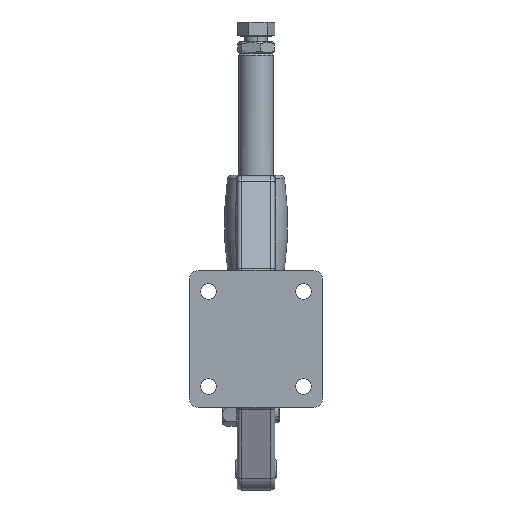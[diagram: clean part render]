
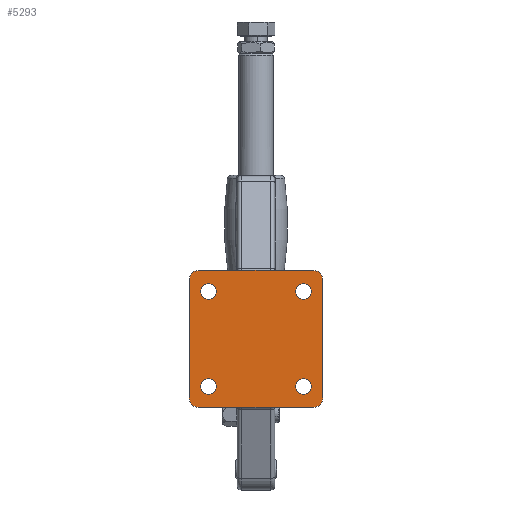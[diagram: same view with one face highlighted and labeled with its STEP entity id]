
A CAD part, front view. The second image highlights one B-rep face of the part: STEP entity #5293.
In plain terms, the highlighted planar face has unit normal (0, -1, 0).
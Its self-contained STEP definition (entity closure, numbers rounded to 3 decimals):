
#663 = EDGE_LOOP ( 'NONE', ( #3346, #3347 ) ) ;
#684 = EDGE_LOOP ( 'NONE', ( #3348, #3349, #3350, #3351, #3352, #3353, #3354, #3355 ) ) ;
#688 = EDGE_LOOP ( 'NONE', ( #3340, #3341 ) ) ;
#718 = EDGE_LOOP ( 'NONE', ( #3344, #3345 ) ) ;
#719 = EDGE_LOOP ( 'NONE', ( #3342, #3343 ) ) ;
#803 = VERTEX_POINT ( 'NONE', #21950 ) ;
#804 = VERTEX_POINT ( 'NONE', #21951 ) ;
#845 = VERTEX_POINT ( 'NONE', #21992 ) ;
#896 = VERTEX_POINT ( 'NONE', #22043 ) ;
#900 = VERTEX_POINT ( 'NONE', #22047 ) ;
#928 = VERTEX_POINT ( 'NONE', #22075 ) ;
#1018 = VERTEX_POINT ( 'NONE', #22165 ) ;
#1089 = VERTEX_POINT ( 'NONE', #22236 ) ;
#1104 = VERTEX_POINT ( 'NONE', #22251 ) ;
#1106 = VERTEX_POINT ( 'NONE', #22253 ) ;
#1107 = VERTEX_POINT ( 'NONE', #22254 ) ;
#1108 = VERTEX_POINT ( 'NONE', #22255 ) ;
#1109 = VERTEX_POINT ( 'NONE', #22256 ) ;
#1160 = VERTEX_POINT ( 'NONE', #22307 ) ;
#1746 = VERTEX_POINT ( 'NONE', #12561 ) ;
#1748 = VERTEX_POINT ( 'NONE', #12563 ) ;
#3340 = ORIENTED_EDGE ( 'NONE', *, *, #28976, .F. ) ;
#3341 = ORIENTED_EDGE ( 'NONE', *, *, #6528, .F. ) ;
#3342 = ORIENTED_EDGE ( 'NONE', *, *, #28975, .F. ) ;
#3343 = ORIENTED_EDGE ( 'NONE', *, *, #6730, .F. ) ;
#3344 = ORIENTED_EDGE ( 'NONE', *, *, #28923, .F. ) ;
#3345 = ORIENTED_EDGE ( 'NONE', *, *, #6502, .F. ) ;
#3346 = ORIENTED_EDGE ( 'NONE', *, *, #28972, .F. ) ;
#3347 = ORIENTED_EDGE ( 'NONE', *, *, #6638, .F. ) ;
#3348 = ORIENTED_EDGE ( 'NONE', *, *, #28915, .T. ) ;
#3349 = ORIENTED_EDGE ( 'NONE', *, *, #28916, .T. ) ;
#3350 = ORIENTED_EDGE ( 'NONE', *, *, #29023, .F. ) ;
#3351 = ORIENTED_EDGE ( 'NONE', *, *, #28922, .T. ) ;
#3352 = ORIENTED_EDGE ( 'NONE', *, *, #28917, .F. ) ;
#3353 = ORIENTED_EDGE ( 'NONE', *, *, #29013, .T. ) ;
#3354 = ORIENTED_EDGE ( 'NONE', *, *, #28967, .T. ) ;
#3355 = ORIENTED_EDGE ( 'NONE', *, *, #28921, .T. ) ;
#5293 = ADVANCED_FACE ( 'NONE', ( #9587, #9596, #9592, #9590, #9594 ), #13740, .T. ) ;
#6502 = EDGE_CURVE ( 'NONE', #900, #896, #24986, .T. ) ;
#6528 = EDGE_CURVE ( 'NONE', #803, #1089, #25018, .T. ) ;
#6638 = EDGE_CURVE ( 'NONE', #928, #804, #25149, .T. ) ;
#6730 = EDGE_CURVE ( 'NONE', #1748, #1018, #25286, .T. ) ;
#7265 = AXIS2_PLACEMENT_3D ( 'NONE', #13742, #13738, #13744 ) ;
#9587 = FACE_BOUND ( 'NONE', #688, .T. ) ;
#9590 = FACE_BOUND ( 'NONE', #663, .T. ) ;
#9592 = FACE_BOUND ( 'NONE', #718, .T. ) ;
#9594 = FACE_OUTER_BOUND ( 'NONE', #684, .T. ) ;
#9596 = FACE_BOUND ( 'NONE', #719, .T. ) ;
#12561 = CARTESIAN_POINT ( 'NONE',  ( -35.7, -44.4, -55.8 ) ) ;
#12563 = CARTESIAN_POINT ( 'NONE',  ( -25.4, -44.4, -108.65 ) ) ;
#13738 = DIRECTION ( 'NONE',  ( 0., -1., 0. ) ) ;
#13740 = PLANE ( 'NONE',  #7265 ) ;
#13742 = CARTESIAN_POINT ( 'NONE',  ( 0., -44.4, -168.2 ) ) ;
#13744 = DIRECTION ( 'NONE',  ( 0., 0., -1. ) ) ;
#20364 = AXIS2_PLACEMENT_3D ( 'NONE', #26102, #26103, #26104 ) ;
#20381 = AXIS2_PLACEMENT_3D ( 'NONE', #26185, #26186, #26187 ) ;
#20432 = AXIS2_PLACEMENT_3D ( 'NONE', #26695, #26696, #26697 ) ;
#21950 = CARTESIAN_POINT ( 'NONE',  ( 25.4, -44.4, -108.65 ) ) ;
#21951 = CARTESIAN_POINT ( 'NONE',  ( -25.4, -44.4, -66.15 ) ) ;
#21992 = CARTESIAN_POINT ( 'NONE',  ( 35.7, -44.4, -119. ) ) ;
#22043 = CARTESIAN_POINT ( 'NONE',  ( 25.4, -44.4, -66.15 ) ) ;
#22047 = CARTESIAN_POINT ( 'NONE',  ( 25.4, -44.4, -57.85 ) ) ;
#22075 = CARTESIAN_POINT ( 'NONE',  ( -25.4, -44.4, -57.85 ) ) ;
#22165 = CARTESIAN_POINT ( 'NONE',  ( -25.4, -44.4, -116.95 ) ) ;
#22236 = CARTESIAN_POINT ( 'NONE',  ( 25.4, -44.4, -116.95 ) ) ;
#22251 = CARTESIAN_POINT ( 'NONE',  ( -30.7, -44.4, -124. ) ) ;
#22253 = CARTESIAN_POINT ( 'NONE',  ( -35.7, -44.4, -119. ) ) ;
#22254 = CARTESIAN_POINT ( 'NONE',  ( 35.7, -44.4, -55.8 ) ) ;
#22255 = CARTESIAN_POINT ( 'NONE',  ( 30.7, -44.4, -50.8 ) ) ;
#22256 = CARTESIAN_POINT ( 'NONE',  ( -30.7, -44.4, -50.8 ) ) ;
#22307 = CARTESIAN_POINT ( 'NONE',  ( 30.7, -44.4, -124. ) ) ;
#24986 = CIRCLE ( 'NONE', #20364, 4.15 ) ;
#25018 = CIRCLE ( 'NONE', #20381, 4.15 ) ;
#25149 = CIRCLE ( 'NONE', #20432, 4.15 ) ;
#25286 = CIRCLE ( 'NONE', #28086, 4.15 ) ;
#26102 = CARTESIAN_POINT ( 'NONE',  ( 25.4, -44.4, -62. ) ) ;
#26103 = DIRECTION ( 'NONE',  ( 0., -1., 0. ) ) ;
#26104 = DIRECTION ( 'NONE',  ( 0., 0., -1. ) ) ;
#26185 = CARTESIAN_POINT ( 'NONE',  ( 25.4, -44.4, -112.8 ) ) ;
#26186 = DIRECTION ( 'NONE',  ( 0., -1., 0. ) ) ;
#26187 = DIRECTION ( 'NONE',  ( 0., 0., -1. ) ) ;
#26695 = CARTESIAN_POINT ( 'NONE',  ( -25.4, -44.4, -62. ) ) ;
#26696 = DIRECTION ( 'NONE',  ( 0., -1., 0. ) ) ;
#26697 = DIRECTION ( 'NONE',  ( 0., 0., -1. ) ) ;
#27211 = CARTESIAN_POINT ( 'NONE',  ( -25.4, -44.4, -112.8 ) ) ;
#27212 = DIRECTION ( 'NONE',  ( 0., -1., 0. ) ) ;
#27213 = DIRECTION ( 'NONE',  ( 0., 0., -1. ) ) ;
#28086 = AXIS2_PLACEMENT_3D ( 'NONE', #27211, #27212, #27213 ) ;
#28247 = AXIS2_PLACEMENT_3D ( 'NONE', #32129, #32130, #32131 ) ;
#28249 = AXIS2_PLACEMENT_3D ( 'NONE', #32138, #32139, #32140 ) ;
#28250 = AXIS2_PLACEMENT_3D ( 'NONE', #32142, #32143, #32144 ) ;
#28251 = AXIS2_PLACEMENT_3D ( 'NONE', #32146, #32147, #32148 ) ;
#28271 = AXIS2_PLACEMENT_3D ( 'NONE', #32289, #32290, #32291 ) ;
#28272 = AXIS2_PLACEMENT_3D ( 'NONE', #32294, #32295, #32296 ) ;
#28273 = AXIS2_PLACEMENT_3D ( 'NONE', #32299, #32300, #32301 ) ;
#28281 = AXIS2_PLACEMENT_3D ( 'NONE', #32405, #32406, #32407 ) ;
#28915 = EDGE_CURVE ( 'NONE', #1108, #1109, #30512, .T. ) ;
#28916 = EDGE_CURVE ( 'NONE', #1109, #1746, #30510, .T. ) ;
#28917 = EDGE_CURVE ( 'NONE', #1160, #1104, #30514, .T. ) ;
#28921 = EDGE_CURVE ( 'NONE', #1107, #1108, #30521, .T. ) ;
#28922 = EDGE_CURVE ( 'NONE', #1106, #1104, #30522, .T. ) ;
#28923 = EDGE_CURVE ( 'NONE', #896, #900, #30523, .T. ) ;
#28967 = EDGE_CURVE ( 'NONE', #845, #1107, #30586, .T. ) ;
#28972 = EDGE_CURVE ( 'NONE', #804, #928, #30595, .T. ) ;
#28975 = EDGE_CURVE ( 'NONE', #1018, #1748, #30598, .T. ) ;
#28976 = EDGE_CURVE ( 'NONE', #1089, #803, #30600, .T. ) ;
#29013 = EDGE_CURVE ( 'NONE', #1160, #845, #30654, .T. ) ;
#29023 = EDGE_CURVE ( 'NONE', #1106, #1746, #30668, .T. ) ;
#30510 = CIRCLE ( 'NONE', #28247, 5. ) ;
#30512 = LINE ( 'NONE', #32125, #30513 ) ;
#30513 = VECTOR ( 'NONE', #32127, 1000. ) ;
#30514 = LINE ( 'NONE', #32126, #30516 ) ;
#30516 = VECTOR ( 'NONE', #32116, 1000. ) ;
#30521 = CIRCLE ( 'NONE', #28249, 5. ) ;
#30522 = CIRCLE ( 'NONE', #28250, 5. ) ;
#30523 = CIRCLE ( 'NONE', #28251, 4.15 ) ;
#30586 = LINE ( 'NONE', #32271, #30589 ) ;
#30589 = VECTOR ( 'NONE', #32272, 1000. ) ;
#30595 = CIRCLE ( 'NONE', #28271, 4.15 ) ;
#30598 = CIRCLE ( 'NONE', #28272, 4.15 ) ;
#30600 = CIRCLE ( 'NONE', #28273, 4.15 ) ;
#30654 = CIRCLE ( 'NONE', #28281, 5. ) ;
#30668 = LINE ( 'NONE', #32427, #30671 ) ;
#30671 = VECTOR ( 'NONE', #32428, 1000. ) ;
#32116 = DIRECTION ( 'NONE',  ( -1., 0., 0. ) ) ;
#32125 = CARTESIAN_POINT ( 'NONE',  ( 94.1, -44.4, -50.8 ) ) ;
#32126 = CARTESIAN_POINT ( 'NONE',  ( 94.1, -44.4, -124. ) ) ;
#32127 = DIRECTION ( 'NONE',  ( -1., 0., 0. ) ) ;
#32129 = CARTESIAN_POINT ( 'NONE',  ( -30.7, -44.4, -55.8 ) ) ;
#32130 = DIRECTION ( 'NONE',  ( 0., -1., 0. ) ) ;
#32131 = DIRECTION ( 'NONE',  ( 0., 0., -1. ) ) ;
#32138 = CARTESIAN_POINT ( 'NONE',  ( 30.7, -44.4, -55.8 ) ) ;
#32139 = DIRECTION ( 'NONE',  ( 0., -1., 0. ) ) ;
#32140 = DIRECTION ( 'NONE',  ( 0., 0., -1. ) ) ;
#32142 = CARTESIAN_POINT ( 'NONE',  ( -30.7, -44.4, -119. ) ) ;
#32143 = DIRECTION ( 'NONE',  ( 0., -1., 0. ) ) ;
#32144 = DIRECTION ( 'NONE',  ( 0., 0., -1. ) ) ;
#32146 = CARTESIAN_POINT ( 'NONE',  ( 25.4, -44.4, -62. ) ) ;
#32147 = DIRECTION ( 'NONE',  ( 0., -1., 0. ) ) ;
#32148 = DIRECTION ( 'NONE',  ( 0., 0., -1. ) ) ;
#32271 = CARTESIAN_POINT ( 'NONE',  ( 35.7, -44.4, -168.2 ) ) ;
#32272 = DIRECTION ( 'NONE',  ( 0., 0., 1. ) ) ;
#32289 = CARTESIAN_POINT ( 'NONE',  ( -25.4, -44.4, -62. ) ) ;
#32290 = DIRECTION ( 'NONE',  ( 0., -1., 0. ) ) ;
#32291 = DIRECTION ( 'NONE',  ( 0., 0., -1. ) ) ;
#32294 = CARTESIAN_POINT ( 'NONE',  ( -25.4, -44.4, -112.8 ) ) ;
#32295 = DIRECTION ( 'NONE',  ( 0., -1., 0. ) ) ;
#32296 = DIRECTION ( 'NONE',  ( 0., 0., -1. ) ) ;
#32299 = CARTESIAN_POINT ( 'NONE',  ( 25.4, -44.4, -112.8 ) ) ;
#32300 = DIRECTION ( 'NONE',  ( 0., -1., 0. ) ) ;
#32301 = DIRECTION ( 'NONE',  ( 0., 0., -1. ) ) ;
#32405 = CARTESIAN_POINT ( 'NONE',  ( 30.7, -44.4, -119. ) ) ;
#32406 = DIRECTION ( 'NONE',  ( 0., -1., 0. ) ) ;
#32407 = DIRECTION ( 'NONE',  ( 0., 0., -1. ) ) ;
#32427 = CARTESIAN_POINT ( 'NONE',  ( -35.7, -44.4, -168.2 ) ) ;
#32428 = DIRECTION ( 'NONE',  ( 0., 0., 1. ) ) ;
